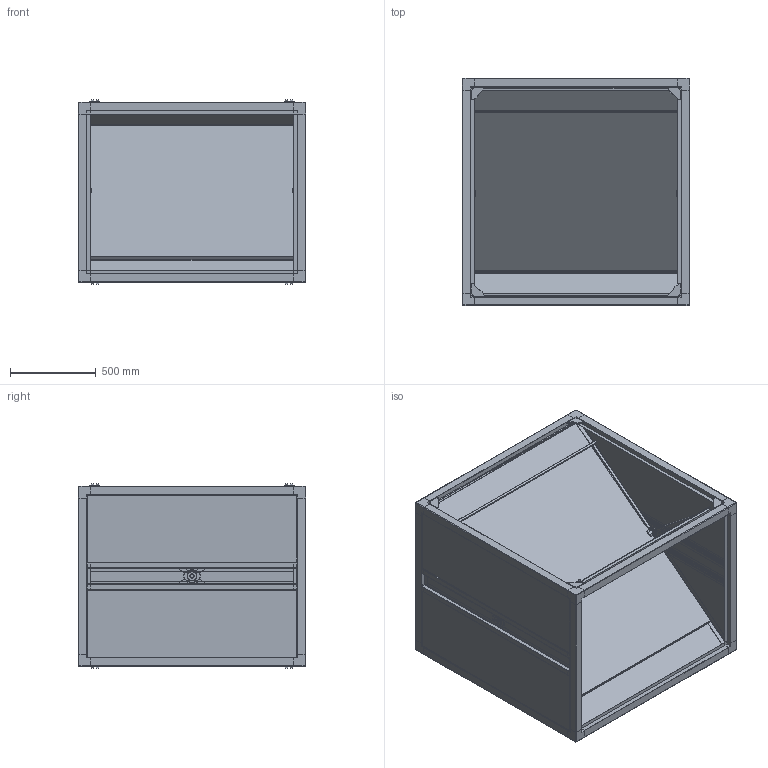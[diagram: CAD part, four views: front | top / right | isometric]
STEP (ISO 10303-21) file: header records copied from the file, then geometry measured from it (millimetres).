
FILE_DESCRIPTION (( 'STEP AP203' ), '1' );
FILE_NAME ('Gr.2_Umschaltklappe.STEP', '2020-03-06T08:14:22', ( '' ), ( '' ), 'SwSTEP 2.0', 'SolidWorks 2019', '' );
FILE_SCHEMA (( 'CONFIG_CONTROL_DESIGN' ));
Products named in the file (1): Gr.2_Umschaltklappe
Bounding box: 1325 x 1325 x 1074.92 mm (x, y, z)
Volume: 45353448.5 mm3; surface area: 23017253 mm2
Topology: 3 solids, 7 shells, 2546 faces, 6518 edges, 3925 vertices
Faces by surface type: plane 1750, cylinder 552, bspline 126, torus 72, cone 46
Entity records: 80359 total; most frequent: CARTESIAN_POINT 19458, ORIENTED_EDGE 13004, DIRECTION 12094, EDGE_CURVE 6502, VECTOR 4992, LINE 4992, VERTEX_POINT 3925, AXIS2_PLACEMENT_3D 3551
